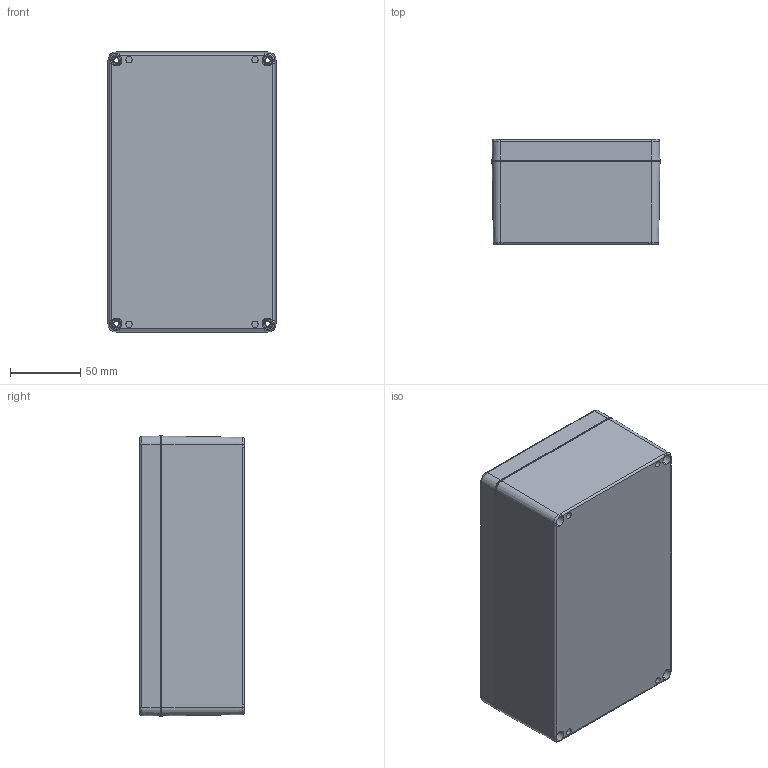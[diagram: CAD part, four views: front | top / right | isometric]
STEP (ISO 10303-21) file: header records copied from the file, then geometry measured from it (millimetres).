
FILE_DESCRIPTION (( 'STEP AP214' ), '1' );
FILE_NAME ('PN-1334.STEP', '2010-11-08T14:27:48', ( '' ), ( '' ), 'SwSTEP 2.0', 'SolidWorks 2010', '' );
FILE_SCHEMA (( 'AUTOMOTIVE_DESIGN' ));
Length unit declared in the file: inch
Products named in the file (3): 1334-B; 1334-C; PN-1334
Assembly tree (2 placements, depth 2):
  PN-1334
    1334-C
    1334-B
Bounding box: 120 x 75 x 200 mm (x, y, z)
Volume: 310665.2 mm3; surface area: 204160.9 mm2
Topology: 2 solids, 2 shells, 482 faces, 1236 edges, 806 vertices
Faces by surface type: cone 176, plane 170, cylinder 120, bspline 16
Entity records: 27176 total; most frequent: CARTESIAN_POINT 9784, ORIENTED_EDGE 2444, DIRECTION 1986, EDGE_CURVE 1222, VERTEX_POINT 806, AXIS2_PLACEMENT_3D 747, EDGE_LOOP 568, VECTOR 492
